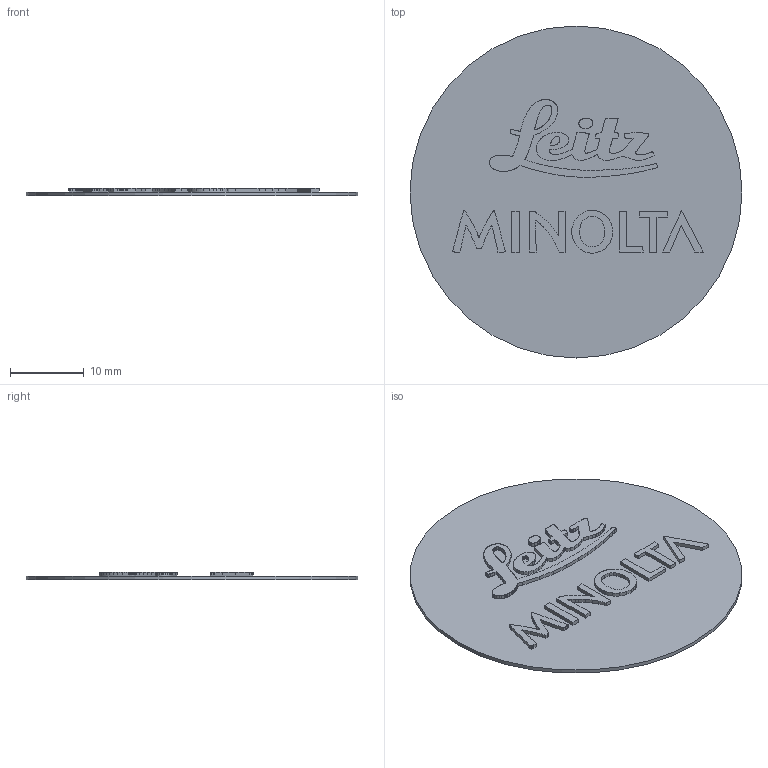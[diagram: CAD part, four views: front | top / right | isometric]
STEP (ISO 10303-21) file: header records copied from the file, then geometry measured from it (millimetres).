
FILE_DESCRIPTION(('HOOPS Exchange Step'),'2;1');
FILE_NAME('temp_export','2023-06-27T15:24:28-04:00',('gmoua'),('Shapr3D Limited'),'HOOPS Exchange 2022.2','Shapr3D','Authorized');
FILE_SCHEMA( ('AUTOMOTIVE_DESIGN { 1 0 10303 214 1 1 1 1 }') );
Length unit declared in the file: millimetre
Products named in the file (1): Leica M Body Cap Nameplate
Bounding box: 44.9 x 44.9 x 1 mm (x, y, z)
Volume: 870.4 mm3; surface area: 3399.6 mm2
Topology: 1 solids, 1 shells, 596 faces, 1744 edges, 1163 vertices
Faces by surface type: cylinder 501, plane 94, bspline 1
Full cylindrical faces by diameter (mm): 44.9 x1
Entity records: 20390 total; most frequent: DIRECTION 3937, CARTESIAN_POINT 3539, ORIENTED_EDGE 3488, EDGE_CURVE 1744, AXIS2_PLACEMENT_3D 1599, VERTEX_POINT 1163, CIRCLE 1003, VECTOR 739
